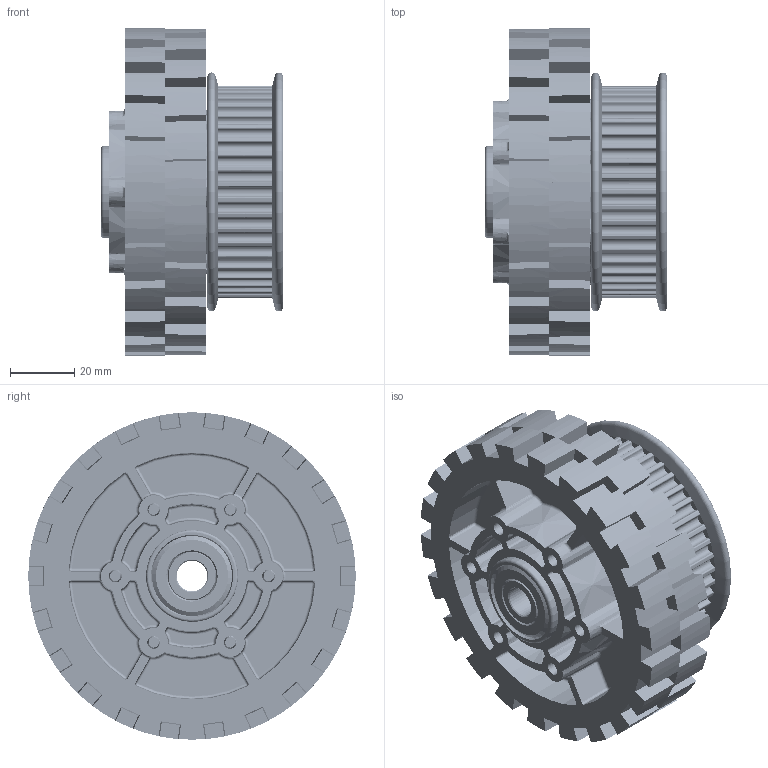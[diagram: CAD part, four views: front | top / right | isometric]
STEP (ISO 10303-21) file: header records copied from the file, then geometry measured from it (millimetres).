
FILE_DESCRIPTION(/* description */ (''),/* implementation_level */ '2;1');
FILE_NAME(/* name */ '2014 KoP - 4 HiGrip and Single 42 HTD Pulley.iam.step',/* time_stamp */ '2015-01-02T19:29:36-08:00',/* author */ ('Philip'),/* organization */ (''),/* preprocessor_version */ 'ST-DEVELOPER v15.6',/* originating_system */ 'Autodesk Inventor 2015',/* authorisation */ '');
FILE_SCHEMA (('AUTOMOTIVE_DESIGN { 1 0 10303 214 3 1 1 }'));
Products named in the file (7): 42 tooth HTD Pulley half 2014; 10-24 Hex Washer Rolling x 1.25_93882A213; 1614Z Bearing; 4in 2013 Hub; 4 in tread; 4 in HiGrip Wheel; 2014 KoP - 4 HiGrip and Single 42 HTD Pulley
Assembly tree (13 placements, depth 3):
  2014 KoP - 4 HiGrip and Single 42 HTD Pulley
    42 tooth HTD Pulley half 2014  x2
    10-24 Hex Washer Rolling x 1.25_93882A213  x6
    1614Z Bearing  x2
    4 in HiGrip Wheel
      4in 2013 Hub
      4 in tread
Bounding box: 56.51 x 101.58 x 101.59 mm (x, y, z)
Volume: 179999.4 mm3; surface area: 112491.5 mm2
Topology: 13 solids, 13 shells, 3045 faces, 8338 edges, 5351 vertices
Faces by surface type: cylinder 1415, plane 618, bspline 498, cone 256, sphere 144, torus 114
Full cylindrical faces by diameter (mm): 3.988 x12, 5.08 x12, 8.255 x2, 8.306 x2, 9.525 x2, 10.516 x6, 24.409 x2, 24.435 x2, 28.575 x6, 101.6 x1
Entity records: 63625 total; most frequent: CARTESIAN_POINT 19707, DIRECTION 9887, ORIENTED_EDGE 9140, EDGE_CURVE 4570, AXIS2_PLACEMENT_3D 4249, VERTEX_POINT 2907, CIRCLE 2575, EDGE_LOOP 1873
